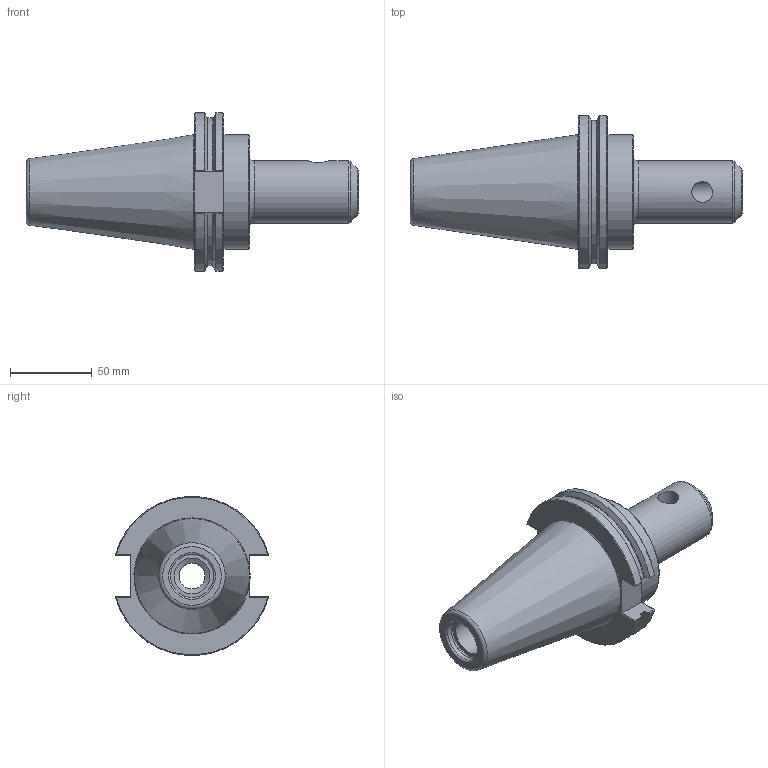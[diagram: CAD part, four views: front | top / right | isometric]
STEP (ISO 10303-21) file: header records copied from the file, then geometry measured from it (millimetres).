
FILE_DESCRIPTION(/* description */ (''),/* implementation_level */ '2;1');
FILE_NAME(/* name */ 'DCAT50-EM062-0400.stp',/* time_stamp */ '2019-07-19T14:45:20-05:00',/* author */ ('ldfli'),/* organization */ (''),/* preprocessor_version */ 'ST-DEVELOPER v18',/* originating_system */ 'Autodesk Inventor LT',/* authorisation */ '');
FILE_SCHEMA (('AUTOMOTIVE_DESIGN { 1 0 10303 214 3 1 1 }'));
Length unit declared in the file: millimetre
Products named in the file (1): DCAT50-EM062-0400
Bounding box: 203.22 x 93.8 x 97.14 mm (x, y, z)
Volume: 433671.5 mm3; surface area: 59618.1 mm2
Topology: 1 solids, 1 shells, 70 faces, 215 edges, 150 vertices
Faces by surface type: plane 30, cylinder 14, torus 14, cone 12
Full cylindrical faces by diameter (mm): 10 x1, 12.751 x1, 15.875 x1, 21.971 x1, 26.2 x1, 26.7 x1, 38.1 x1, 69.849 x1
Entity records: 2608 total; most frequent: CARTESIAN_POINT 643, ORIENTED_EDGE 430, DIRECTION 407, EDGE_CURVE 215, AXIS2_PLACEMENT_3D 166, VERTEX_POINT 150, CIRCLE 95, EDGE_LOOP 77
